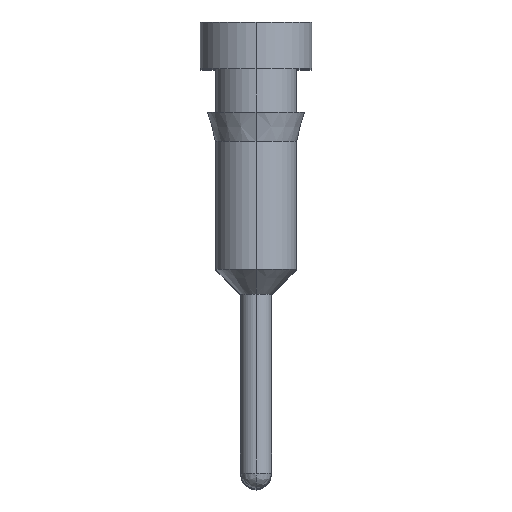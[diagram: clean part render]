
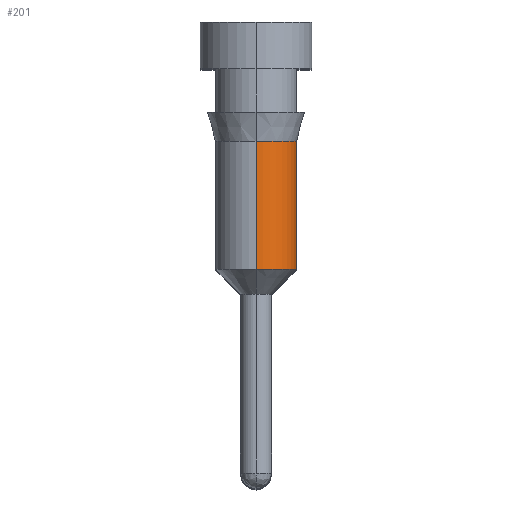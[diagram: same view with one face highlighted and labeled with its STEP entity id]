
A CAD part, top view. The second image highlights one B-rep face of the part: STEP entity #201.
In plain terms, the highlighted cylindrical face has radius 0.66 mm (diameter 1.321 mm), a partial arc.
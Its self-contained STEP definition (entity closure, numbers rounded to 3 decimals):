
#43 = AXIS2_PLACEMENT_3D ( 'NONE', #485, #753, #53 ) ;
#53 = DIRECTION ( 'NONE',  ( 1., 0., 0. ) ) ;
#77 = CARTESIAN_POINT ( 'NONE',  ( 0., -7.62, 0. ) ) ;
#114 = CIRCLE ( 'NONE', #280, 0.66 ) ;
#115 = CARTESIAN_POINT ( 'NONE',  ( 0., -1.947, 0.66 ) ) ;
#181 = CARTESIAN_POINT ( 'NONE',  ( 0., -4.039, -0.66 ) ) ;
#201 = ADVANCED_FACE ( 'NONE', ( #268 ), #656, .T. ) ;
#244 = LINE ( 'NONE', #490, #486 ) ;
#260 = EDGE_LOOP ( 'NONE', ( #587, #272, #532, #505 ) ) ;
#268 = FACE_OUTER_BOUND ( 'NONE', #260, .T. ) ;
#272 = ORIENTED_EDGE ( 'NONE', *, *, #678, .T. ) ;
#275 = DIRECTION ( 'NONE',  ( 0., 0., -1. ) ) ;
#280 = AXIS2_PLACEMENT_3D ( 'NONE', #342, #373, #819 ) ;
#281 = EDGE_CURVE ( 'NONE', #519, #739, #595, .T. ) ;
#288 = EDGE_CURVE ( 'NONE', #742, #739, #114, .T. ) ;
#342 = CARTESIAN_POINT ( 'NONE',  ( 0., -4.039, 0. ) ) ;
#369 = DIRECTION ( 'NONE',  ( 0., -1., 0. ) ) ;
#373 = DIRECTION ( 'NONE',  ( 0., 1., 0. ) ) ;
#406 = CARTESIAN_POINT ( 'NONE',  ( 0., -7.62, -0.66 ) ) ;
#421 = AXIS2_PLACEMENT_3D ( 'NONE', #77, #586, #275 ) ;
#485 = CARTESIAN_POINT ( 'NONE',  ( 0., -1.947, 0. ) ) ;
#486 = VECTOR ( 'NONE', #369, 1000. ) ;
#490 = CARTESIAN_POINT ( 'NONE',  ( 0., -7.62, 0.66 ) ) ;
#505 = ORIENTED_EDGE ( 'NONE', *, *, #281, .F. ) ;
#519 = VERTEX_POINT ( 'NONE', #808 ) ;
#532 = ORIENTED_EDGE ( 'NONE', *, *, #288, .T. ) ;
#556 = CIRCLE ( 'NONE', #43, 0.66 ) ;
#586 = DIRECTION ( 'NONE',  ( 0., -1., 0. ) ) ;
#587 = ORIENTED_EDGE ( 'NONE', *, *, #692, .F. ) ;
#593 = VECTOR ( 'NONE', #666, 1000. ) ;
#595 = LINE ( 'NONE', #406, #593 ) ;
#656 = CYLINDRICAL_SURFACE ( 'NONE', #421, 0.66 ) ;
#666 = DIRECTION ( 'NONE',  ( 0., -1., 0. ) ) ;
#678 = EDGE_CURVE ( 'NONE', #774, #742, #244, .T. ) ;
#692 = EDGE_CURVE ( 'NONE', #774, #519, #556, .T. ) ;
#707 = CARTESIAN_POINT ( 'NONE',  ( 0., -4.039, 0.66 ) ) ;
#739 = VERTEX_POINT ( 'NONE', #181 ) ;
#742 = VERTEX_POINT ( 'NONE', #707 ) ;
#753 = DIRECTION ( 'NONE',  ( 0., 1., 0. ) ) ;
#774 = VERTEX_POINT ( 'NONE', #115 ) ;
#808 = CARTESIAN_POINT ( 'NONE',  ( 0., -1.947, -0.66 ) ) ;
#819 = DIRECTION ( 'NONE',  ( 0., 0., -1. ) ) ;
